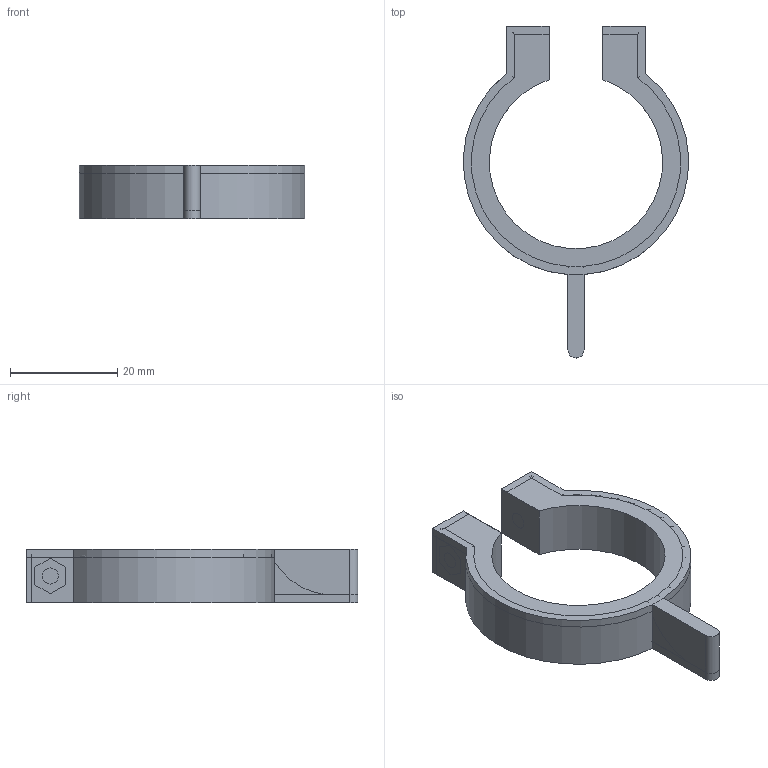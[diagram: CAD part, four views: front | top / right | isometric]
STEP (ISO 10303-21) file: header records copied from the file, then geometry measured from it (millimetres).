
FILE_DESCRIPTION(('FreeCAD Model'),'2;1');
FILE_NAME('homing_ring.step','2018-02-23T14:15:24',('Author'),(''), 'Open CASCADE STEP processor 6.8','FreeCAD','Unknown');
FILE_SCHEMA(('AUTOMOTIVE_DESIGN_CC2 { 1 2 10303 214 -1 1 5 4 }'));
Length unit declared in the file: millimetre
Products named in the file (15): ASSEMBLY; Pocket001; Pocket; Fillet001; Fillet; Sketch; Pad; Sketch001; Sketch002; Sketch003; Pocket002; Sketch004; Sketch005; Pad001; Pocket003
Assembly tree (14 placements, depth 2):
  ASSEMBLY
    Pocket001
    Pocket
    Fillet001
    Fillet
    Sketch
    Pad
    Sketch001
    Sketch002
    Sketch003
    Pocket002
    Sketch004
    Sketch005
    Pad001
    Pocket003
Bounding box: 41.96 x 61.86 x 10 mm (x, y, z)
Surface area: 28113.6 mm2
Topology: 8 solids, 8 shells, 172 faces, 448 edges, 322 vertices
Faces by surface type: plane 105, cylinder 59, torus 6, bspline 2
Full cylindrical faces by diameter (mm): 3 x10, 6 x4
Entity records: 13128 total; most frequent: CARTESIAN_POINT 4015, DIRECTION 1710, LINE 1017, VECTOR 1017, ORIENTED_EDGE 838, PCURVE 838, DEFINITIONAL_REPRESENTATION 838, EDGE_CURVE 419
